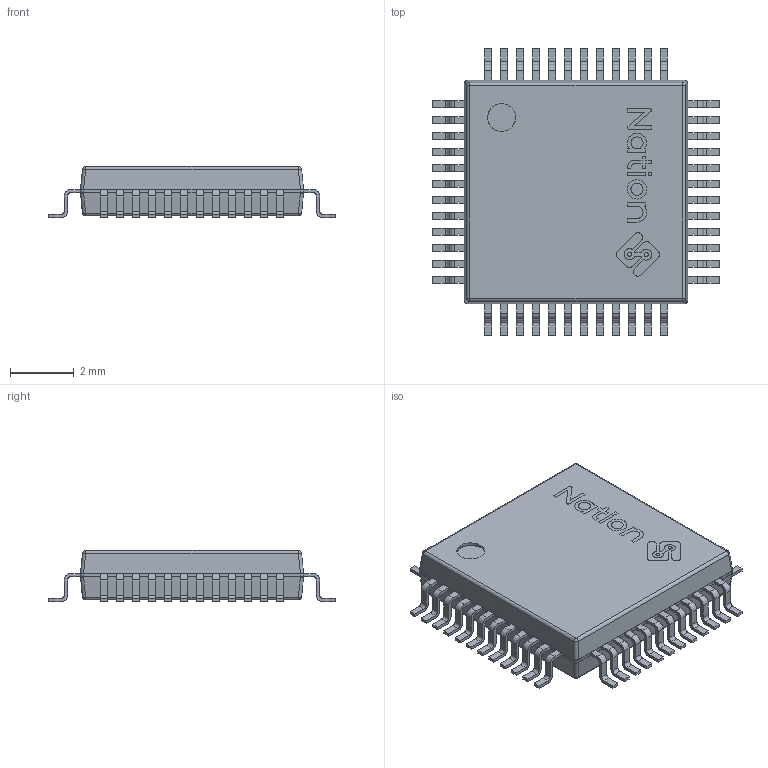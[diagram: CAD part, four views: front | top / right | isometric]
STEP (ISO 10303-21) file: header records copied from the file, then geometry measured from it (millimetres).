
FILE_DESCRIPTION (( 'STEP AP214' ), '1' );
FILE_NAME ('LQFP48-7x7.STEP', '2021-04-17T14:46:51', ( '' ), ( '' ), 'SwSTEP 2.0', 'SolidWorks 2015', '' );
FILE_SCHEMA (( 'AUTOMOTIVE_DESIGN' ));
Length unit declared in the file: millimetre
Products named in the file (8): Body_1; Leader_1_2; Leader_1; LQFP48-7x7; 880029872; Open_CASCADE_STEP_translator_6.8_17.2.1; Open_CASCADE_STEP_translator_6.8_17.1; 1
Assembly tree (53 placements, depth 4):
  LQFP48-7x7
    880029872
      Open_CASCADE_STEP_translator_6.8_17.1
      Body_1
        Open_CASCADE_STEP_translator_6.8_17.2.1
      Leader_1  x24
      Leader_1_2  x24
    1
Bounding box: 9 x 9 x 1.6 mm (x, y, z)
Volume: 76 mm3; surface area: 191.9 mm2
Topology: 60 solids, 61 shells, 873 faces, 2199 edges, 1448 vertices
Faces by surface type: plane 576, cylinder 222, bspline 75
Entity records: 9510 total; most frequent: CARTESIAN_POINT 3050, ORIENTED_EDGE 1084, DIRECTION 861, EDGE_CURVE 543, LINE 347, VECTOR 347, VERTEX_POINT 344, AXIS2_PLACEMENT_3D 257
